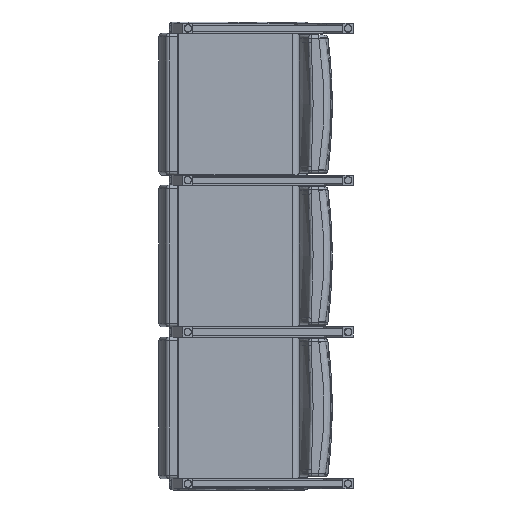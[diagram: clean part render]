
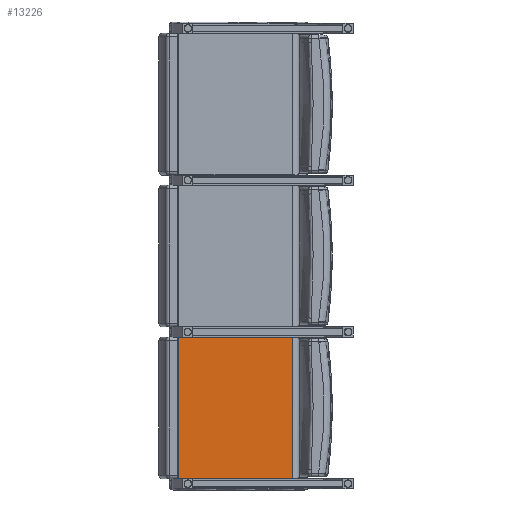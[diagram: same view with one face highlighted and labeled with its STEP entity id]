
A CAD part, front view. The second image highlights one B-rep face of the part: STEP entity #13226.
In plain terms, the highlighted planar face has unit normal (0, -1, 0).
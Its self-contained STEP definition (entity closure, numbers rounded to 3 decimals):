
#2809=FACE_OUTER_BOUND('',#3797,.T.);
#3797=EDGE_LOOP('',(#10126,#10127,#10128,#10129));
#4788=LINE('',#22477,#5454);
#4804=LINE('',#22611,#5470);
#4810=LINE('',#22698,#5476);
#4811=LINE('',#22700,#5477);
#5454=VECTOR('',#16548,0.394);
#5470=VECTOR('',#16624,0.394);
#5476=VECTOR('',#16686,0.394);
#5477=VECTOR('',#16689,0.394);
#6206=VERTEX_POINT('',#22465);
#6207=VERTEX_POINT('',#22476);
#6231=VERTEX_POINT('',#22599);
#6232=VERTEX_POINT('',#22610);
#7534=EDGE_CURVE('',#6206,#6207,#4788,.T.);
#7573=EDGE_CURVE('',#6231,#6232,#4804,.T.);
#7598=EDGE_CURVE('',#6231,#6207,#4810,.T.);
#7599=EDGE_CURVE('',#6232,#6206,#4811,.T.);
#10126=ORIENTED_EDGE('',*,*,#7534,.F.);
#10127=ORIENTED_EDGE('',*,*,#7599,.F.);
#10128=ORIENTED_EDGE('',*,*,#7573,.F.);
#10129=ORIENTED_EDGE('',*,*,#7598,.T.);
#12859=PLANE('',#14408);
#13226=ADVANCED_FACE('',(#2809),#12859,.T.);
#14408=AXIS2_PLACEMENT_3D('',#22699,#16687,#16688);
#16548=DIRECTION('',(1.,0.,0.));
#16624=DIRECTION('',(-1.,0.,0.));
#16686=DIRECTION('',(0.,0.,1.));
#16687=DIRECTION('center_axis',(0.,-1.,0.));
#16688=DIRECTION('ref_axis',(1.,0.,0.));
#16689=DIRECTION('',(0.,0.,1.));
#22465=CARTESIAN_POINT('',(-12.083,0.797,20.966));
#22476=CARTESIAN_POINT('',(4.791,0.797,20.966));
#22477=CARTESIAN_POINT('',(-9.146,0.797,20.966));
#22599=CARTESIAN_POINT('',(4.791,0.797,0.034));
#22610=CARTESIAN_POINT('',(-12.083,0.797,0.034));
#22611=CARTESIAN_POINT('',(-9.146,0.797,0.034));
#22698=CARTESIAN_POINT('',(4.791,0.797,0.));
#22699=CARTESIAN_POINT('Origin',(-12.083,0.797,0.));
#22700=CARTESIAN_POINT('',(-12.083,0.797,0.));
